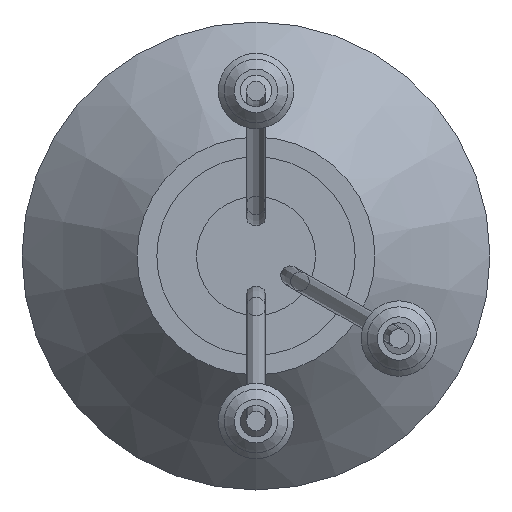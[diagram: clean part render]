
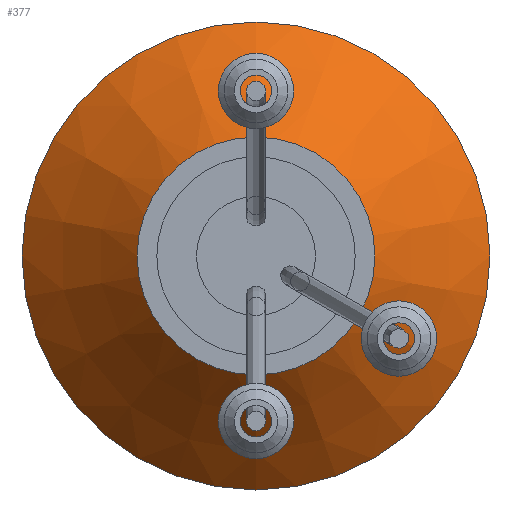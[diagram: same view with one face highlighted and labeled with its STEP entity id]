
A CAD part, left-side view. The second image highlights one B-rep face of the part: STEP entity #377.
In plain terms, the highlighted conical face has half-angle 44.029 degrees and reference radius 4.45 mm.
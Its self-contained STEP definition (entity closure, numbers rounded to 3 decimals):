
#377=ADVANCED_FACE('',(#1093,#1095),#1097,.T.);
#1093=FACE_OUTER_BOUND('',#1094,.T.);
#1094=EDGE_LOOP('',(#1625));
#1095=FACE_OUTER_BOUND('',#1096,.T.);
#1096=EDGE_LOOP('',(#1626));
#1097=CONICAL_SURFACE('',#1098,4.45,0.768);
#1098=AXIS2_PLACEMENT_3D('',#1099,#1100,#1101);
#1099=CARTESIAN_POINT('',(-99.,0.,0.));
#1100=DIRECTION('',(1.,0.,0.));
#1101=DIRECTION('',(0.,0.,-1.));
#1625=ORIENTED_EDGE('',*,*,#1759,.T.);
#1626=ORIENTED_EDGE('',*,*,#1754,.F.);
#1754=EDGE_CURVE('',#1855,#1855,#1856,.T.);
#1759=EDGE_CURVE('',#1865,#1865,#1866,.T.);
#1855=VERTEX_POINT('',#2080);
#1856=CIRCLE('',#2081,3.);
#1865=VERTEX_POINT('',#2105);
#1866=CIRCLE('',#2106,5.9);
#2080=CARTESIAN_POINT('',(-100.5,0.,3.));
#2081=AXIS2_PLACEMENT_3D('',#2082,#2083,#2084);
#2082=CARTESIAN_POINT('',(-100.5,0.,0.));
#2083=DIRECTION('',(-1.,0.,0.));
#2084=DIRECTION('',(0.,0.,1.));
#2105=CARTESIAN_POINT('',(-97.5,0.,5.9));
#2106=AXIS2_PLACEMENT_3D('',#2107,#2108,#2109);
#2107=CARTESIAN_POINT('',(-97.5,0.,0.));
#2108=DIRECTION('',(-1.,0.,0.));
#2109=DIRECTION('',(0.,0.,1.));
